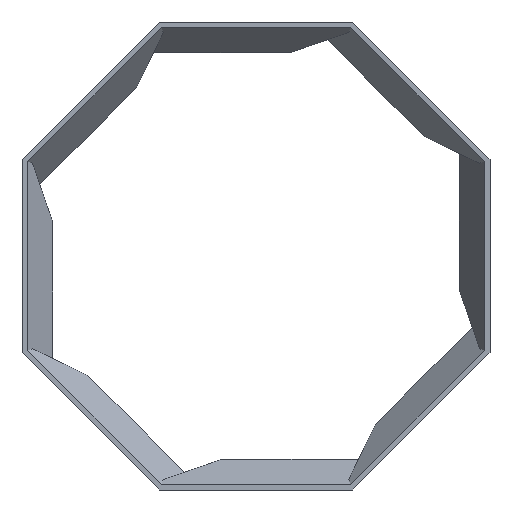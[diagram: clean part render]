
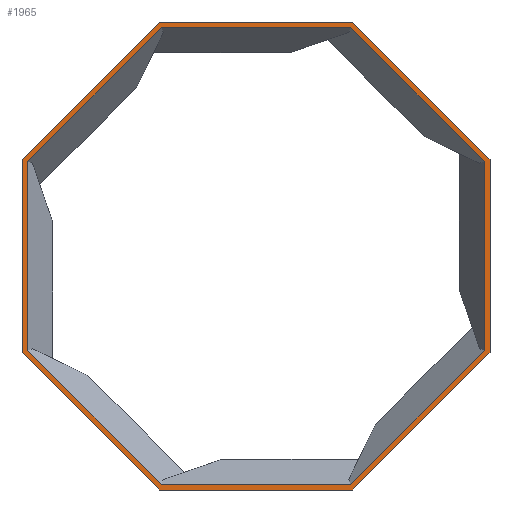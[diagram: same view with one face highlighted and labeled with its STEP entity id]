
A CAD part, front view. The second image highlights one B-rep face of the part: STEP entity #1965.
In plain terms, the highlighted planar face has unit normal (0, -1, 0).
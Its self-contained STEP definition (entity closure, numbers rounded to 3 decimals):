
#17=FACE_BOUND('',#212,.T.);
#93=FACE_OUTER_BOUND('',#211,.T.);
#211=EDGE_LOOP('',(#1599,#1600,#1601,#1602,#1603,#1604,#1605,#1606));
#212=EDGE_LOOP('',(#1607,#1608,#1609,#1610,#1611,#1612,#1613,#1614));
#255=LINE('',#2656,#527);
#259=LINE('',#2664,#531);
#262=LINE('',#2670,#534);
#265=LINE('',#2676,#537);
#268=LINE('',#2682,#540);
#271=LINE('',#2688,#543);
#274=LINE('',#2694,#546);
#277=LINE('',#2699,#549);
#319=LINE('',#2786,#591);
#323=LINE('',#2794,#595);
#326=LINE('',#2800,#598);
#329=LINE('',#2806,#601);
#332=LINE('',#2812,#604);
#335=LINE('',#2818,#607);
#338=LINE('',#2824,#610);
#341=LINE('',#2829,#613);
#527=VECTOR('',#2150,10.);
#531=VECTOR('',#2156,10.);
#534=VECTOR('',#2161,10.);
#537=VECTOR('',#2166,10.);
#540=VECTOR('',#2171,10.);
#543=VECTOR('',#2176,10.);
#546=VECTOR('',#2181,10.);
#549=VECTOR('',#2186,10.);
#591=VECTOR('',#2250,10.);
#595=VECTOR('',#2256,10.);
#598=VECTOR('',#2261,10.);
#601=VECTOR('',#2266,10.);
#604=VECTOR('',#2271,10.);
#607=VECTOR('',#2276,10.);
#610=VECTOR('',#2281,10.);
#613=VECTOR('',#2286,10.);
#799=VERTEX_POINT('',#2654);
#800=VERTEX_POINT('',#2655);
#803=VERTEX_POINT('',#2663);
#805=VERTEX_POINT('',#2669);
#807=VERTEX_POINT('',#2675);
#809=VERTEX_POINT('',#2681);
#811=VERTEX_POINT('',#2687);
#813=VERTEX_POINT('',#2693);
#847=VERTEX_POINT('',#2784);
#848=VERTEX_POINT('',#2785);
#851=VERTEX_POINT('',#2793);
#853=VERTEX_POINT('',#2799);
#855=VERTEX_POINT('',#2805);
#857=VERTEX_POINT('',#2811);
#859=VERTEX_POINT('',#2817);
#861=VERTEX_POINT('',#2823);
#959=EDGE_CURVE('',#799,#800,#255,.T.);
#963=EDGE_CURVE('',#800,#803,#259,.T.);
#966=EDGE_CURVE('',#803,#805,#262,.T.);
#969=EDGE_CURVE('',#805,#807,#265,.T.);
#972=EDGE_CURVE('',#807,#809,#268,.T.);
#975=EDGE_CURVE('',#809,#811,#271,.T.);
#978=EDGE_CURVE('',#811,#813,#274,.T.);
#981=EDGE_CURVE('',#813,#799,#277,.T.);
#1023=EDGE_CURVE('',#847,#848,#319,.T.);
#1027=EDGE_CURVE('',#848,#851,#323,.T.);
#1030=EDGE_CURVE('',#851,#853,#326,.T.);
#1033=EDGE_CURVE('',#853,#855,#329,.T.);
#1036=EDGE_CURVE('',#855,#857,#332,.T.);
#1039=EDGE_CURVE('',#857,#859,#335,.T.);
#1042=EDGE_CURVE('',#859,#861,#338,.T.);
#1045=EDGE_CURVE('',#861,#847,#341,.T.);
#1599=ORIENTED_EDGE('',*,*,#981,.F.);
#1600=ORIENTED_EDGE('',*,*,#978,.F.);
#1601=ORIENTED_EDGE('',*,*,#975,.F.);
#1602=ORIENTED_EDGE('',*,*,#972,.F.);
#1603=ORIENTED_EDGE('',*,*,#969,.F.);
#1604=ORIENTED_EDGE('',*,*,#966,.F.);
#1605=ORIENTED_EDGE('',*,*,#963,.F.);
#1606=ORIENTED_EDGE('',*,*,#959,.F.);
#1607=ORIENTED_EDGE('',*,*,#1023,.T.);
#1608=ORIENTED_EDGE('',*,*,#1027,.T.);
#1609=ORIENTED_EDGE('',*,*,#1030,.T.);
#1610=ORIENTED_EDGE('',*,*,#1033,.T.);
#1611=ORIENTED_EDGE('',*,*,#1036,.T.);
#1612=ORIENTED_EDGE('',*,*,#1039,.T.);
#1613=ORIENTED_EDGE('',*,*,#1042,.T.);
#1614=ORIENTED_EDGE('',*,*,#1045,.T.);
#1849=PLANE('',#2104);
#1965=ADVANCED_FACE('',(#93,#17),#1849,.T.);
#2104=AXIS2_PLACEMENT_3D('',#3071,#2504,#2505);
#2150=DIRECTION('',(0.707,0.,0.707));
#2156=DIRECTION('',(1.,0.,0.));
#2161=DIRECTION('',(0.707,0.,-0.707));
#2166=DIRECTION('',(0.,0.,-1.));
#2171=DIRECTION('',(-0.707,0.,-0.707));
#2176=DIRECTION('',(-1.,0.,0.));
#2181=DIRECTION('',(-0.707,0.,0.707));
#2186=DIRECTION('',(0.,0.,1.));
#2250=DIRECTION('',(0.707,0.,-0.707));
#2256=DIRECTION('',(0.,0.,-1.));
#2261=DIRECTION('',(-0.707,0.,-0.707));
#2266=DIRECTION('',(-1.,0.,0.));
#2271=DIRECTION('',(-0.707,0.,0.707));
#2276=DIRECTION('',(0.,0.,1.));
#2281=DIRECTION('',(0.707,0.,0.707));
#2286=DIRECTION('',(1.,0.,0.));
#2504=DIRECTION('center_axis',(0.,-1.,0.));
#2505=DIRECTION('ref_axis',(0.,0.,-1.));
#2654=CARTESIAN_POINT('',(-33.392,-1.2,13.831));
#2655=CARTESIAN_POINT('',(-13.831,-1.2,33.392));
#2656=CARTESIAN_POINT('',(-33.392,-1.2,13.831));
#2663=CARTESIAN_POINT('',(13.831,-1.2,33.392));
#2664=CARTESIAN_POINT('',(-13.831,-1.2,33.392));
#2669=CARTESIAN_POINT('',(33.392,-1.2,13.831));
#2670=CARTESIAN_POINT('',(13.831,-1.2,33.392));
#2675=CARTESIAN_POINT('',(33.392,-1.2,-13.831));
#2676=CARTESIAN_POINT('',(33.392,-1.2,13.831));
#2681=CARTESIAN_POINT('',(13.831,-1.2,-33.392));
#2682=CARTESIAN_POINT('',(33.392,-1.2,-13.831));
#2687=CARTESIAN_POINT('',(-13.831,-1.2,-33.392));
#2688=CARTESIAN_POINT('',(13.831,-1.2,-33.392));
#2693=CARTESIAN_POINT('',(-33.392,-1.2,-13.831));
#2694=CARTESIAN_POINT('',(-13.831,-1.2,-33.392));
#2699=CARTESIAN_POINT('',(-33.392,-1.2,-13.831));
#2784=CARTESIAN_POINT('',(13.5,-1.2,32.592));
#2785=CARTESIAN_POINT('',(32.592,-1.2,13.5));
#2786=CARTESIAN_POINT('',(27.907,-1.2,18.185));
#2793=CARTESIAN_POINT('',(32.592,-1.2,-13.5));
#2794=CARTESIAN_POINT('',(32.592,-1.2,-6.874));
#2799=CARTESIAN_POINT('',(13.5,-1.2,-32.592));
#2800=CARTESIAN_POINT('',(18.185,-1.2,-27.907));
#2805=CARTESIAN_POINT('',(-13.5,-1.2,-32.592));
#2806=CARTESIAN_POINT('',(-6.874,-1.2,-32.592));
#2811=CARTESIAN_POINT('',(-32.592,-1.2,-13.5));
#2812=CARTESIAN_POINT('',(-27.907,-1.2,-18.185));
#2817=CARTESIAN_POINT('',(-32.592,-1.2,13.5));
#2818=CARTESIAN_POINT('',(-32.592,-1.2,6.874));
#2823=CARTESIAN_POINT('',(-13.5,-1.2,32.592));
#2824=CARTESIAN_POINT('',(-18.185,-1.2,27.907));
#2829=CARTESIAN_POINT('',(6.874,-1.2,32.592));
#3071=CARTESIAN_POINT('Origin',(0.,-1.2,0.));
